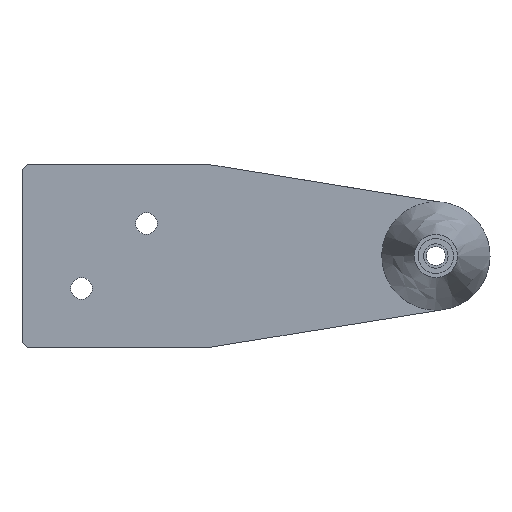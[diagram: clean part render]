
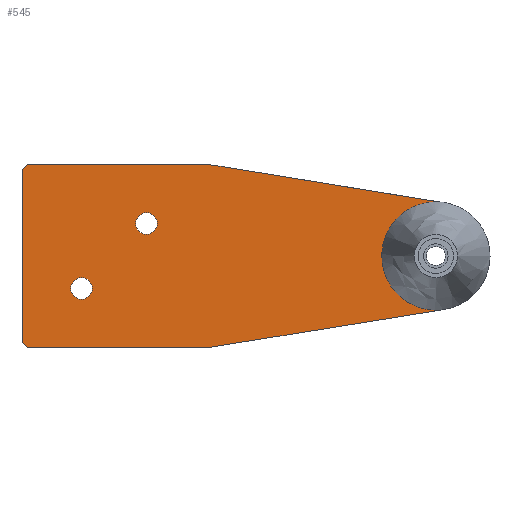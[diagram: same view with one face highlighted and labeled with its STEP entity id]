
A CAD part, front view. The second image highlights one B-rep face of the part: STEP entity #545.
In plain terms, the highlighted planar face has unit normal (0, -1, 0).
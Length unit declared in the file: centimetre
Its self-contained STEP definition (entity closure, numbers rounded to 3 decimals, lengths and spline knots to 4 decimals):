
#116=CIRCLE('',#582,0.2);
#117=CIRCLE('',#583,0.2);
#138=B_SPLINE_CURVE_WITH_KNOTS('',3,(#810,#811,#812,#813,#814,#815,#816,
#817,#818,#819,#820,#821,#822,#823,#824,#825,#826,#827,#828,#829,#830,#831,
#832,#833,#834,#835,#836,#837,#838,#839,#840,#841,#842,#843),
 .UNSPECIFIED.,.T.,.U.,(4,2,2,2,2,2,2,2,2,2,2,2,2,2,2,2,4),(0.,0.0938,0.125,
0.1875,0.25,0.2813,0.375,0.4688,0.5,0.5625,0.625,0.6563,0.75,0.8438,
0.875,0.9375,1.),.UNSPECIFIED.);
#143=VERTEX_POINT('',#746);
#144=VERTEX_POINT('',#747);
#148=VERTEX_POINT('',#759);
#149=VERTEX_POINT('',#760);
#158=VERTEX_POINT('',#801);
#159=VERTEX_POINT('',#807);
#160=VERTEX_POINT('',#809);
#161=VERTEX_POINT('',#844);
#162=VERTEX_POINT('',#847);
#163=VERTEX_POINT('',#849);
#184=VECTOR('',#625,1.);
#190=VECTOR('',#633,1.);
#205=VECTOR('',#660,1.);
#207=VECTOR('',#663,1.);
#208=VECTOR('',#665,1.);
#209=VECTOR('',#666,1.);
#210=VECTOR('',#667,1.);
#217=LINE('',#745,#184);
#223=LINE('',#758,#190);
#238=LINE('',#800,#205);
#240=LINE('',#804,#207);
#241=LINE('',#806,#208);
#242=LINE('',#808,#209);
#243=LINE('',#845,#210);
#250=EDGE_CURVE('',#143,#144,#217,.T.);
#256=EDGE_CURVE('',#148,#149,#223,.T.);
#275=EDGE_CURVE('',#144,#158,#238,.T.);
#277=EDGE_CURVE('',#149,#143,#240,.T.);
#278=EDGE_CURVE('',#159,#148,#241,.T.);
#279=EDGE_CURVE('',#160,#159,#242,.T.);
#280=EDGE_CURVE('',#160,#161,#138,.T.);
#281=EDGE_CURVE('',#158,#161,#243,.T.);
#282=EDGE_CURVE('',#162,#162,#116,.T.);
#283=EDGE_CURVE('',#163,#163,#117,.T.);
#353=ORIENTED_EDGE('',*,*,#250,.F.);
#354=ORIENTED_EDGE('',*,*,#277,.F.);
#355=ORIENTED_EDGE('',*,*,#256,.F.);
#356=ORIENTED_EDGE('',*,*,#278,.F.);
#357=ORIENTED_EDGE('',*,*,#279,.F.);
#358=ORIENTED_EDGE('',*,*,#280,.T.);
#359=ORIENTED_EDGE('',*,*,#281,.F.);
#360=ORIENTED_EDGE('',*,*,#275,.F.);
#361=ORIENTED_EDGE('',*,*,#282,.T.);
#362=ORIENTED_EDGE('',*,*,#283,.T.);
#439=EDGE_LOOP('',(#353,#354,#355,#356,#357,#358,#359,#360));
#440=EDGE_LOOP('',(#361));
#441=EDGE_LOOP('',(#362));
#492=FACE_BOUND('',#439,.T.);
#493=FACE_BOUND('',#440,.T.);
#494=FACE_BOUND('',#441,.T.);
#545=ADVANCED_FACE('',(#492,#493,#494),#1057,.F.);
#581=AXIS2_PLACEMENT_3D('',#805,#664,$);
#582=AXIS2_PLACEMENT_3D('',#846,#668,#669);
#583=AXIS2_PLACEMENT_3D('',#848,#670,#671);
#625=DIRECTION('',(0.707,0.,0.707));
#633=DIRECTION('',(-0.707,0.,0.707));
#660=DIRECTION('',(1.,0.,0.));
#663=DIRECTION('',(0.,0.,1.));
#664=DIRECTION('',(0.,1.,0.));
#665=DIRECTION('',(-1.,0.,0.));
#666=DIRECTION('',(-0.987,0.,-0.16));
#667=DIRECTION('',(0.987,0.,-0.16));
#668=DIRECTION('',(0.,1.,0.));
#669=DIRECTION('',(0.2,0.,0.));
#670=DIRECTION('',(0.,1.,0.));
#671=DIRECTION('',(0.2,0.,0.));
#745=CARTESIAN_POINT('',(-1.1066,0.,2.1934));
#746=CARTESIAN_POINT('',(-1.7,0.,1.6));
#747=CARTESIAN_POINT('',(-1.6,0.,1.7));
#758=CARTESIAN_POINT('',(-1.1066,0.,-2.1934));
#759=CARTESIAN_POINT('',(-1.6,0.,-1.7));
#760=CARTESIAN_POINT('',(-1.7,0.,-1.6));
#800=CARTESIAN_POINT('',(-1.7,0.,1.7));
#801=CARTESIAN_POINT('',(1.7,0.,1.7));
#804=CARTESIAN_POINT('',(-1.7,0.,-1.7));
#805=CARTESIAN_POINT('',(2.1736,0.,0.));
#806=CARTESIAN_POINT('',(1.7,0.,-1.7));
#807=CARTESIAN_POINT('',(1.7,0.,-1.7));
#808=CARTESIAN_POINT('',(6.0831,0.,-0.9911));
#809=CARTESIAN_POINT('',(6.0831,0.,-0.9911));
#810=CARTESIAN_POINT('',(6.95,0.,0.));
#811=CARTESIAN_POINT('',(6.95,0.,-0.1963));
#812=CARTESIAN_POINT('',(6.8906,0.,-0.3923));
#813=CARTESIAN_POINT('',(6.7451,0.,-0.61));
#814=CARTESIAN_POINT('',(6.7034,0.,-0.6608));
#815=CARTESIAN_POINT('',(6.5645,0.,-0.7997));
#816=CARTESIAN_POINT('',(6.4536,0.,-0.8738));
#817=CARTESIAN_POINT('',(6.2117,0.,-0.974));
#818=CARTESIAN_POINT('',(6.0809,0.,-1.));
#819=CARTESIAN_POINT('',(5.8846,0.,-1.));
#820=CARTESIAN_POINT('',(5.8191,0.,-0.9936));
#821=CARTESIAN_POINT('',(5.5623,0.,-0.9425));
#822=CARTESIAN_POINT('',(5.3817,0.,-0.8459));
#823=CARTESIAN_POINT('',(5.1041,0.,-0.5683));
#824=CARTESIAN_POINT('',(5.0075,0.,-0.3877));
#825=CARTESIAN_POINT('',(4.9564,0.,-0.1309));
#826=CARTESIAN_POINT('',(4.95,0.,-0.0654));
#827=CARTESIAN_POINT('',(4.95,0.,0.1309));
#828=CARTESIAN_POINT('',(4.976,0.,0.2617));
#829=CARTESIAN_POINT('',(5.0762,0.,0.5036));
#830=CARTESIAN_POINT('',(5.1503,0.,0.6145));
#831=CARTESIAN_POINT('',(5.2892,0.,0.7534));
#832=CARTESIAN_POINT('',(5.34,0.,0.7951));
#833=CARTESIAN_POINT('',(5.5577,0.,0.9406));
#834=CARTESIAN_POINT('',(5.7537,0.,1.));
#835=CARTESIAN_POINT('',(6.1463,0.,1.));
#836=CARTESIAN_POINT('',(6.3423,0.,0.9406));
#837=CARTESIAN_POINT('',(6.56,0.,0.7951));
#838=CARTESIAN_POINT('',(6.6108,0.,0.7534));
#839=CARTESIAN_POINT('',(6.7497,0.,0.6145));
#840=CARTESIAN_POINT('',(6.8238,0.,0.5036));
#841=CARTESIAN_POINT('',(6.924,0.,0.2617));
#842=CARTESIAN_POINT('',(6.95,0.,0.1309));
#843=CARTESIAN_POINT('',(6.95,0.,0.));
#844=CARTESIAN_POINT('',(6.0204,0.,0.9975));
#845=CARTESIAN_POINT('',(1.7,0.,1.7));
#846=CARTESIAN_POINT('',(-0.6,0.,-0.6));
#847=CARTESIAN_POINT('',(-0.8,0.,-0.6));
#848=CARTESIAN_POINT('',(0.6,0.,0.6));
#849=CARTESIAN_POINT('',(0.4,0.,0.6));
#1057=PLANE('',#581);
